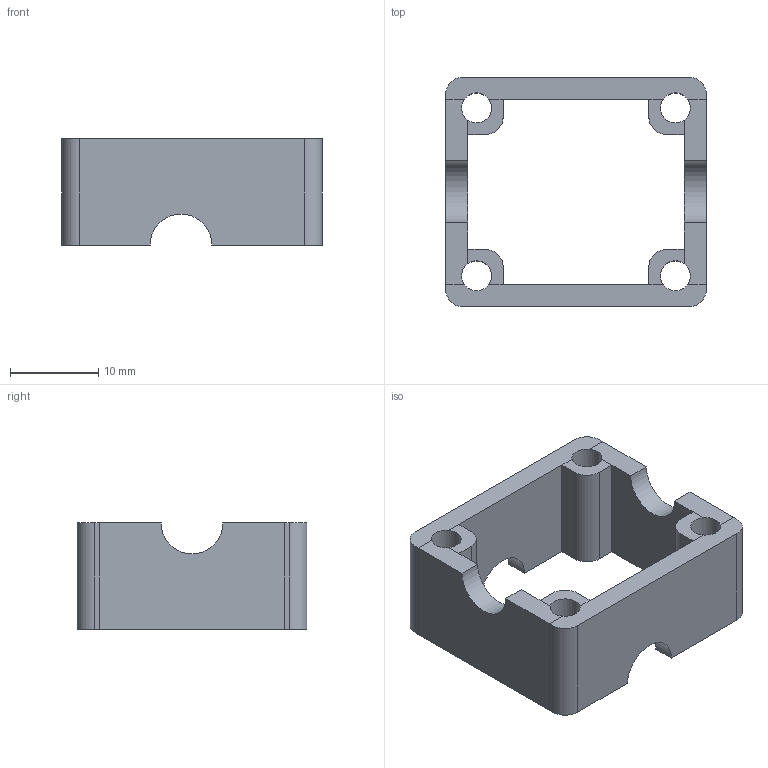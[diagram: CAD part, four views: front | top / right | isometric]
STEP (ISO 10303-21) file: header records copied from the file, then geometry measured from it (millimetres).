
FILE_DESCRIPTION(('FreeCAD Model'),'2;1');
FILE_NAME('Open CASCADE Shape Model','2024-11-22T15:30:02',(''),(''), 'Open CASCADE STEP processor 7.6','FreeCAD','Unknown');
FILE_SCHEMA(('AUTOMOTIVE_DESIGN { 1 0 10303 214 1 1 1 1 }'));
Length unit declared in the file: millimetre
Products named in the file (1): Fillet008
Bounding box: 29.5 x 26 x 12 mm (x, y, z)
Volume: 3087.4 mm3; surface area: 3287 mm2
Topology: 1 solids, 1 shells, 56 faces, 168 edges, 104 vertices
Faces by surface type: plane 40, cylinder 16
Full cylindrical faces by diameter (mm): 3.4 x4
Entity records: 1918 total; most frequent: DIRECTION 338, ORIENTED_EDGE 336, CARTESIAN_POINT 329, EDGE_CURVE 168, AXIS2_PLACEMENT_3D 113, LINE 112, VECTOR 112, VERTEX_POINT 104
